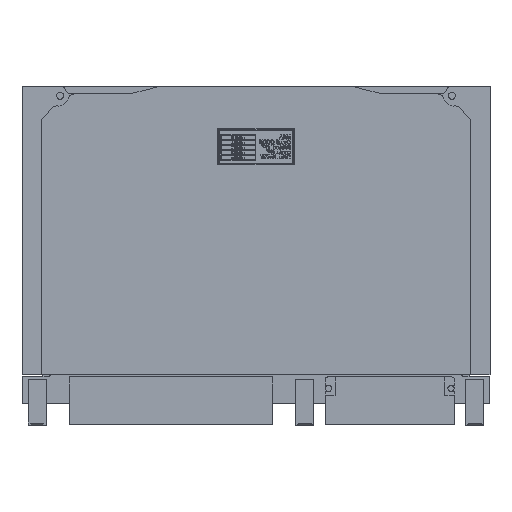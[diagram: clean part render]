
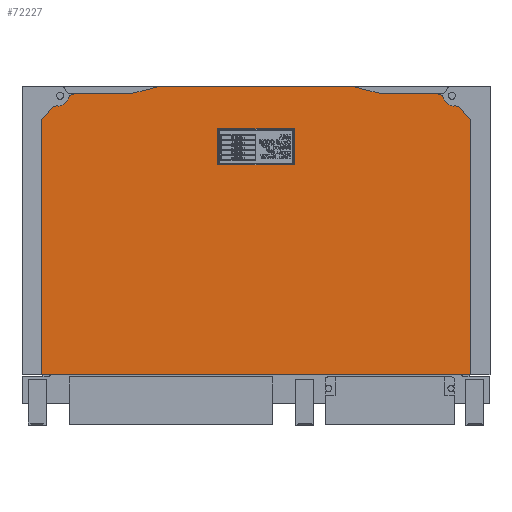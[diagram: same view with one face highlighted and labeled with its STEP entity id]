
A CAD part, top view. The second image highlights one B-rep face of the part: STEP entity #72227.
In plain terms, the highlighted planar face has unit normal (0, 0, 1).
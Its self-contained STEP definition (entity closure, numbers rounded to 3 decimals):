
#3475=CIRCLE('',#97161,3.);
#3476=CIRCLE('',#97163,5.);
#3477=CIRCLE('',#97165,3.);
#3479=CIRCLE('',#97169,3.);
#3480=CIRCLE('',#97173,3.);
#3481=CIRCLE('',#97175,5.);
#3482=CIRCLE('',#97177,3.);
#3484=CIRCLE('',#97181,3.);
#4739=ORIENTED_EDGE('',*,*,#26226,.T.);
#4740=ORIENTED_EDGE('',*,*,#26184,.T.);
#4741=ORIENTED_EDGE('',*,*,#26222,.T.);
#4742=ORIENTED_EDGE('',*,*,#26237,.T.);
#4743=ORIENTED_EDGE('',*,*,#26239,.T.);
#4744=ORIENTED_EDGE('',*,*,#26241,.T.);
#4745=ORIENTED_EDGE('',*,*,#26243,.T.);
#4746=ORIENTED_EDGE('',*,*,#26246,.T.);
#4747=ORIENTED_EDGE('',*,*,#26249,.T.);
#4748=ORIENTED_EDGE('',*,*,#26250,.T.);
#4749=ORIENTED_EDGE('',*,*,#26195,.T.);
#4750=ORIENTED_EDGE('',*,*,#26265,.T.);
#4751=ORIENTED_EDGE('',*,*,#26263,.T.);
#4752=ORIENTED_EDGE('',*,*,#26260,.T.);
#4753=ORIENTED_EDGE('',*,*,#26257,.T.);
#4754=ORIENTED_EDGE('',*,*,#26255,.T.);
#4755=ORIENTED_EDGE('',*,*,#26253,.T.);
#4756=ORIENTED_EDGE('',*,*,#26251,.T.);
#26184=EDGE_CURVE('',#37001,#37000,#44304,.T.);
#26195=EDGE_CURVE('',#37009,#37011,#44315,.T.);
#26222=EDGE_CURVE('',#37000,#37033,#44330,.T.);
#26226=EDGE_CURVE('',#37034,#37001,#44334,.T.);
#26237=EDGE_CURVE('',#37033,#37042,#44339,.T.);
#26239=EDGE_CURVE('',#37042,#37043,#3475,.T.);
#26241=EDGE_CURVE('',#37043,#37044,#3476,.T.);
#26243=EDGE_CURVE('',#37044,#37045,#3477,.T.);
#26246=EDGE_CURVE('',#37045,#37047,#44344,.T.);
#26249=EDGE_CURVE('',#37047,#37048,#3479,.T.);
#26250=EDGE_CURVE('',#37048,#37009,#44347,.T.);
#26251=EDGE_CURVE('',#37049,#37034,#44348,.T.);
#26253=EDGE_CURVE('',#37050,#37049,#3480,.T.);
#26255=EDGE_CURVE('',#37051,#37050,#3481,.T.);
#26257=EDGE_CURVE('',#37052,#37051,#3482,.T.);
#26260=EDGE_CURVE('',#37054,#37052,#44353,.T.);
#26263=EDGE_CURVE('',#37055,#37054,#3484,.T.);
#26265=EDGE_CURVE('',#37011,#37055,#44357,.T.);
#37000=VERTEX_POINT('',#121526);
#37001=VERTEX_POINT('',#121528);
#37009=VERTEX_POINT('',#121546);
#37011=VERTEX_POINT('',#121550);
#37033=VERTEX_POINT('',#121602);
#37034=VERTEX_POINT('',#121610);
#37042=VERTEX_POINT('',#121632);
#37043=VERTEX_POINT('',#121636);
#37044=VERTEX_POINT('',#121640);
#37045=VERTEX_POINT('',#121644);
#37047=VERTEX_POINT('',#121650);
#37048=VERTEX_POINT('',#121655);
#37049=VERTEX_POINT('',#121661);
#37050=VERTEX_POINT('',#121665);
#37051=VERTEX_POINT('',#121669);
#37052=VERTEX_POINT('',#121673);
#37054=VERTEX_POINT('',#121679);
#37055=VERTEX_POINT('',#121684);
#44304=LINE('',#121527,#51818);
#44315=LINE('',#121551,#51829);
#44330=LINE('',#121603,#51844);
#44334=LINE('',#121611,#51848);
#44339=LINE('',#121633,#51853);
#44344=LINE('',#121651,#51858);
#44347=LINE('',#121658,#51861);
#44348=LINE('',#121660,#51862);
#44353=LINE('',#121678,#51867);
#44357=LINE('',#121687,#51871);
#51818=VECTOR('',#102828,1000.);
#51829=VECTOR('',#102843,1000.);
#51844=VECTOR('',#102888,1000.);
#51848=VECTOR('',#102898,1000.);
#51853=VECTOR('',#102921,1000.);
#51858=VECTOR('',#102942,1000.);
#51861=VECTOR('',#102951,1000.);
#51862=VECTOR('',#102954,1000.);
#51867=VECTOR('',#102975,1000.);
#51871=VECTOR('',#102985,1000.);
#59341=EDGE_LOOP('',(#4739,#4740,#4741,#4742,#4743,#4744,#4745,#4746,#4747,
#4748,#4749,#4750,#4751,#4752,#4753,#4754,#4755,#4756));
#64209=FACE_BOUND('',#59341,.T.);
#69041=PLANE('',#97199);
#72227=ADVANCED_FACE('',(#64209),#69041,.T.);
#97161=AXIS2_PLACEMENT_3D('',#121637,#102925,#102926);
#97163=AXIS2_PLACEMENT_3D('',#121641,#102930,#102931);
#97165=AXIS2_PLACEMENT_3D('',#121645,#102935,#102936);
#97169=AXIS2_PLACEMENT_3D('',#121656,#102947,#102948);
#97173=AXIS2_PLACEMENT_3D('',#121664,#102958,#102959);
#97175=AXIS2_PLACEMENT_3D('',#121668,#102963,#102964);
#97177=AXIS2_PLACEMENT_3D('',#121672,#102968,#102969);
#97181=AXIS2_PLACEMENT_3D('',#121683,#102980,#102981);
#97199=AXIS2_PLACEMENT_3D('',#121712,#103020,#103021);
#102828=DIRECTION('',(1.,0.,0.));
#102843=DIRECTION('',(-1.,0.,0.));
#102888=DIRECTION('',(0.,1.,0.));
#102898=DIRECTION('',(0.,-1.,0.));
#102921=DIRECTION('',(-0.643,0.766,0.));
#102925=DIRECTION('',(0.,0.,1.));
#102926=DIRECTION('',(0.,-1.,0.));
#102930=DIRECTION('',(0.,0.,-1.));
#102931=DIRECTION('',(0.,1.,0.));
#102935=DIRECTION('',(0.,0.,1.));
#102936=DIRECTION('',(0.,-1.,0.));
#102942=DIRECTION('',(-1.,0.,0.));
#102947=DIRECTION('',(0.,0.,-1.));
#102948=DIRECTION('',(0.,-1.,0.));
#102951=DIRECTION('',(-0.969,0.248,0.));
#102954=DIRECTION('',(-0.643,-0.766,0.));
#102958=DIRECTION('',(0.,0.,1.));
#102959=DIRECTION('',(0.,-1.,0.));
#102963=DIRECTION('',(0.,0.,-1.));
#102964=DIRECTION('',(0.,1.,0.));
#102968=DIRECTION('',(0.,0.,1.));
#102969=DIRECTION('',(0.,-1.,0.));
#102975=DIRECTION('',(-1.,0.,0.));
#102980=DIRECTION('',(0.,0.,-1.));
#102981=DIRECTION('',(0.,1.,0.));
#102985=DIRECTION('',(-0.969,-0.248,0.));
#103020=DIRECTION('',(0.,0.,1.));
#103021=DIRECTION('',(1.,0.,0.));
#121526=CARTESIAN_POINT('',(107.075,-71.75,8.845));
#121527=CARTESIAN_POINT('',(-107.075,-71.75,8.845));
#121528=CARTESIAN_POINT('',(-107.075,-71.75,8.845));
#121546=CARTESIAN_POINT('',(48.575,71.75,8.845));
#121550=CARTESIAN_POINT('',(-48.575,71.75,8.845));
#121551=CARTESIAN_POINT('',(-48.575,71.75,8.845));
#121602=CARTESIAN_POINT('',(107.075,54.85,8.845));
#121603=CARTESIAN_POINT('',(107.075,-71.75,8.845));
#121610=CARTESIAN_POINT('',(-107.075,54.85,8.845));
#121611=CARTESIAN_POINT('',(-107.075,-71.75,8.845));
#121632=CARTESIAN_POINT('',(101.851,61.076,8.845));
#121633=CARTESIAN_POINT('',(107.075,54.85,8.845));
#121636=CARTESIAN_POINT('',(99.111,62.115,8.845));
#121637=CARTESIAN_POINT('',(99.553,59.147,8.845));
#121640=CARTESIAN_POINT('',(93.524,65.848,8.845));
#121641=CARTESIAN_POINT('',(98.375,67.06,8.845));
#121644=CARTESIAN_POINT('',(90.614,68.12,8.845));
#121645=CARTESIAN_POINT('',(90.614,65.12,8.845));
#121650=CARTESIAN_POINT('',(63.132,68.12,8.845));
#121651=CARTESIAN_POINT('',(90.614,68.12,8.845));
#121655=CARTESIAN_POINT('',(62.388,68.214,8.845));
#121656=CARTESIAN_POINT('',(63.132,71.12,8.845));
#121658=CARTESIAN_POINT('',(62.388,68.214,8.845));
#121660=CARTESIAN_POINT('',(-107.075,54.85,8.845));
#121661=CARTESIAN_POINT('',(-101.851,61.076,8.845));
#121664=CARTESIAN_POINT('',(-99.553,59.147,8.845));
#121665=CARTESIAN_POINT('',(-99.111,62.115,8.845));
#121668=CARTESIAN_POINT('',(-98.375,67.06,8.845));
#121669=CARTESIAN_POINT('',(-93.524,65.848,8.845));
#121672=CARTESIAN_POINT('',(-90.614,65.12,8.845));
#121673=CARTESIAN_POINT('',(-90.614,68.12,8.845));
#121678=CARTESIAN_POINT('',(-90.614,68.12,8.845));
#121679=CARTESIAN_POINT('',(-63.132,68.12,8.845));
#121683=CARTESIAN_POINT('',(-63.132,71.12,8.845));
#121684=CARTESIAN_POINT('',(-62.388,68.214,8.845));
#121687=CARTESIAN_POINT('',(-62.388,68.214,8.845));
#121712=CARTESIAN_POINT('',(99.553,59.147,8.845));
